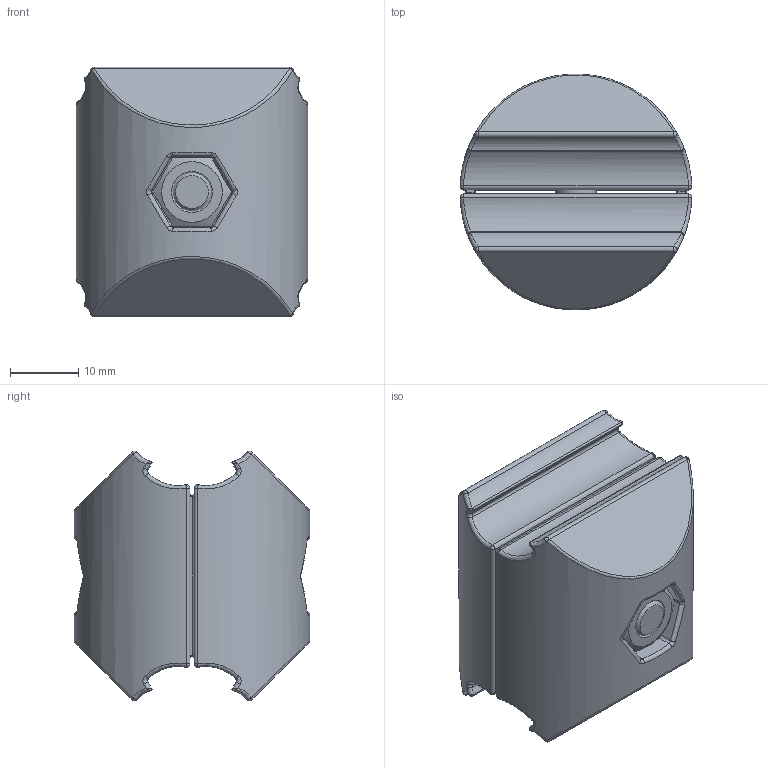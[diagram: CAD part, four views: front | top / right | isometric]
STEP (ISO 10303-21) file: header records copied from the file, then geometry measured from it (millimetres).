
FILE_DESCRIPTION(/* description */ (''),/* implementation_level */ '2;1');
FILE_NAME(/* name */ '350003.stp',/* time_stamp */ '2019-04-13T11:07:54+02:00',/* author */ ('Swarna'),/* organization */ ('Alutec K&K'),/* preprocessor_version */ 'ST-DEVELOPER v17',/* originating_system */ 'Autodesk Inventor 2018',/* authorisation */ '');
FILE_SCHEMA (('AUTOMOTIVE_DESIGN { 1 0 10303 214 3 1 1 }'));
Length unit declared in the file: millimetre
Products named in the file (4): 4721-154-350003; 4721-154-350003-01; -; 200625-1
Assembly tree (4 placements, depth 2):
  4721-154-350003
    4721-154-350003-01  x2
    -
    200625-1
Bounding box: 33.98 x 34.57 x 36.65 mm (x, y, z)
Volume: 20526.6 mm3; surface area: 12906.9 mm2
Topology: 4 solids, 4 shells, 608 faces, 1337 edges, 728 vertices
Faces by surface type: cylinder 231, bspline 120, plane 101, sphere 78, torus 72, cone 6
Full cylindrical faces by diameter (mm): 4.917 x1, 6 x1, 6.2 x2, 10 x1
Entity records: 10426 total; most frequent: CARTESIAN_POINT 3514, DIRECTION 1480, ORIENTED_EDGE 1380, EDGE_CURVE 690, AXIS2_PLACEMENT_3D 627, VERTEX_POINT 389, EDGE_LOOP 333, CIRCLE 320
